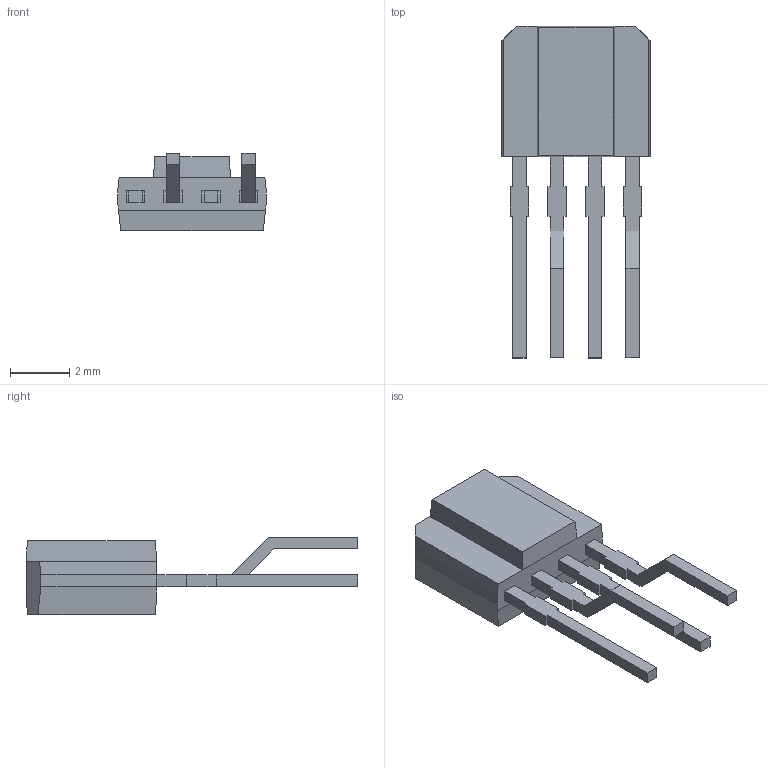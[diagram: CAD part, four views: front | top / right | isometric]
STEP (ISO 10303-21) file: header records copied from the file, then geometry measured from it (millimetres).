
FILE_DESCRIPTION(/* description */ (''),/* implementation_level */ '2;1');
FILE_NAME(/* name */ 'IS417FE_short_leads.step',/* time_stamp */ '2022-02-14T20:35:28+02:00',/* author */ (''),/* organization */ (''),/* preprocessor_version */ 'ST-DEVELOPER v18.1',/* originating_system */ 'Autodesk Translation Framework v10.13.0.1454',/* authorisation */ '');
FILE_SCHEMA (('AUTOMOTIVE_DESIGN { 1 0 10303 214 3 1 1 }'));
Length unit declared in the file: millimetre
Products named in the file (1): IS417FE
Bounding box: 5 x 11.17 x 2.62 mm (x, y, z)
Volume: 51.6 mm3; surface area: 133.7 mm2
Topology: 1 solids, 1 shells, 82 faces, 221 edges, 146 vertices
Faces by surface type: plane 81, cylinder 1
Full cylindrical faces by diameter (mm): 0.8 x1
Entity records: 2577 total; most frequent: CARTESIAN_POINT 450, ORIENTED_EDGE 442, DIRECTION 389, EDGE_CURVE 221, LINE 219, VECTOR 219, VERTEX_POINT 146, EDGE_LOOP 87
